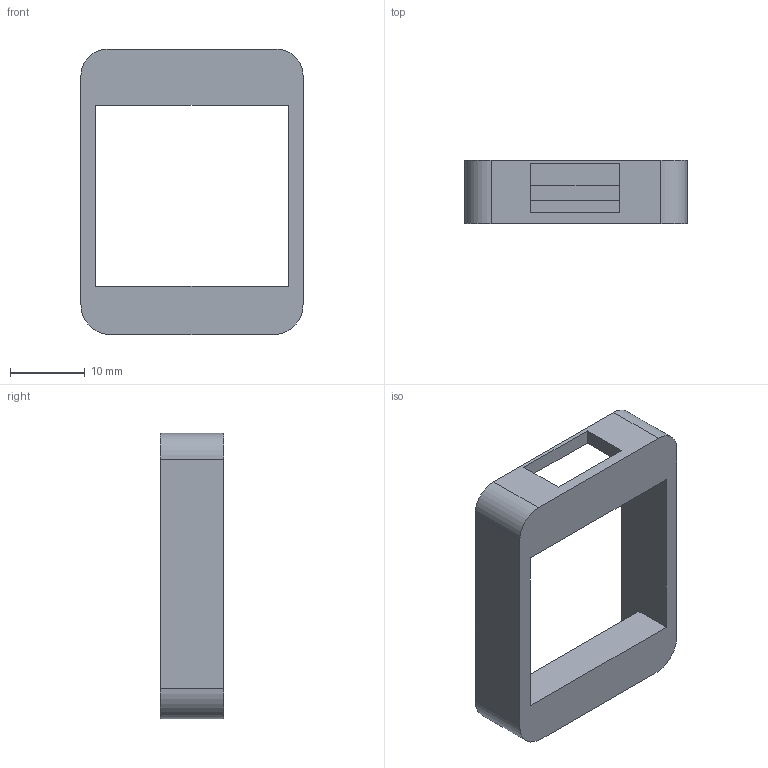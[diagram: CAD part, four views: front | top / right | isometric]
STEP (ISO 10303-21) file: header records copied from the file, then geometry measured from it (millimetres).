
FILE_DESCRIPTION(/* description */ (''),/* implementation_level */ '2;1');
FILE_NAME(/* name */ 'Node Box.stp',/* time_stamp */ '2022-09-22T11:54:26+02:00',/* author */ (''),/* organization */ (''),/* preprocessor_version */ 'ST-DEVELOPER v19',/* originating_system */ 'Autodesk Translation Framework v11.7.0.108',/* authorisation */ '');
FILE_SCHEMA (('AUTOMOTIVE_DESIGN { 1 0 10303 214 3 1 1 }'));
Length unit declared in the file: millimetre
Products named in the file (1): Node Box
Bounding box: 29.8 x 8.5 x 38.3 mm (x, y, z)
Volume: 2963.9 mm3; surface area: 3004.7 mm2
Topology: 1 solids, 1 shells, 23 faces, 64 edges, 42 vertices
Faces by surface type: plane 19, cylinder 4
Entity records: 771 total; most frequent: CARTESIAN_POINT 130, ORIENTED_EDGE 128, DIRECTION 120, EDGE_CURVE 64, LINE 56, VECTOR 56, VERTEX_POINT 42, AXIS2_PLACEMENT_3D 32
